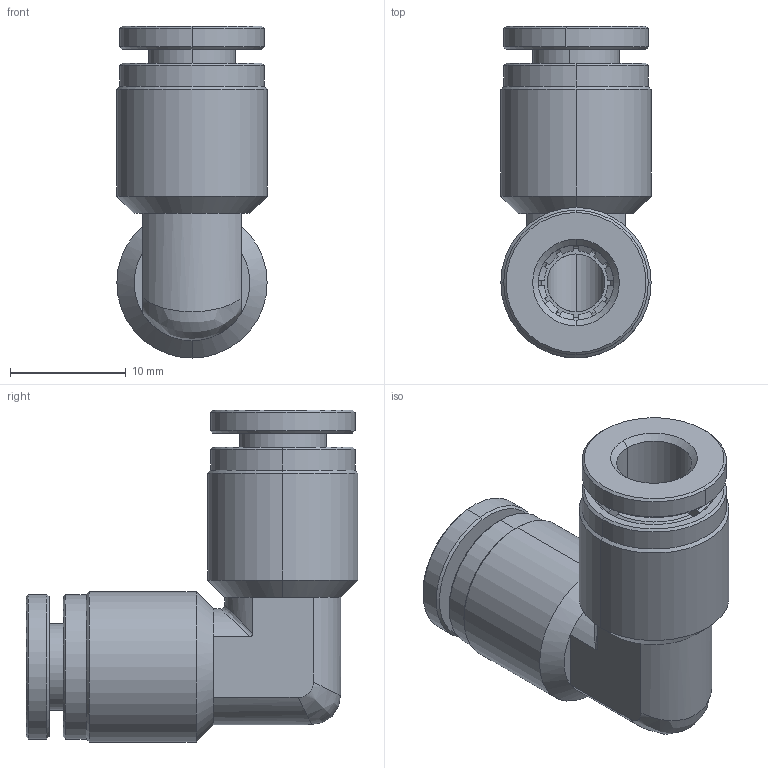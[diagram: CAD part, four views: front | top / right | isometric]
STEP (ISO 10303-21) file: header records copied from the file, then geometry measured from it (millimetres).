
FILE_DESCRIPTION (( 'STEP AP214' ), '1' );
FILE_NAME ('EUS1-4W.STEP', '2018-07-31T17:19:21', ( '' ), ( '' ), 'SwSTEP 2.0', 'SolidWorks 2016', '' );
FILE_SCHEMA (( 'AUTOMOTIVE_DESIGN' ));
Length unit declared in the file: millimetre
Products named in the file (1): EUS1-4W
Bounding box: 13 x 28.71 x 28.71 mm (x, y, z)
Volume: 3088.1 mm3; surface area: 5743.6 mm2
Topology: 11 solids, 11 shells, 664 faces, 1802 edges, 1167 vertices
Faces by surface type: plane 234, cone 224, cylinder 129, bspline 73, torus 4
Entity records: 30114 total; most frequent: CARTESIAN_POINT 7052, ORIENTED_EDGE 3600, DIRECTION 2891, EDGE_CURVE 1800, AXIS2_PLACEMENT_3D 1182, VERTEX_POINT 1167, EDGE_LOOP 695, UNCERTAINTY_MEASURE_WITH_UNIT 677
